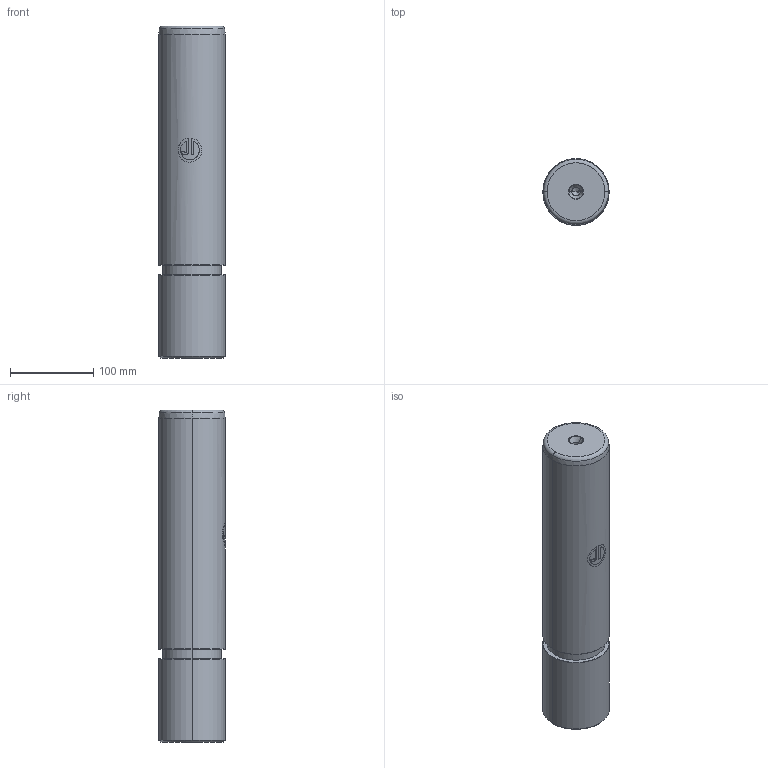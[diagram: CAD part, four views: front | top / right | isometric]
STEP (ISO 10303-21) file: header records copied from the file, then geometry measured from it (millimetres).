
FILE_DESCRIPTION (( 'STEP AP214' ), '1' );
FILE_NAME ('JPOB-D80-L400.STEP', '2021-10-06T09:18:08', ( '' ), ( '' ), 'SwSTEP 2.0', 'SolidWorks 2016', '' );
FILE_SCHEMA (( 'AUTOMOTIVE_DESIGN' ));
Length unit declared in the file: millimetre
Products named in the file (2): JPOB-D80-L400
Bounding box: 80 x 80 x 400 mm (x, y, z)
Volume: 1990372.2 mm3; surface area: 112803.1 mm2
Topology: 1 solids, 1 shells, 50 faces, 112 edges, 66 vertices
Faces by surface type: cylinder 12, cone 10, torus 10, plane 10, bspline 8
Entity records: 3089 total; most frequent: CARTESIAN_POINT 1966, DIRECTION 218, ORIENTED_EDGE 216, EDGE_CURVE 108, AXIS2_PLACEMENT_3D 94, VERTEX_POINT 66, EDGE_LOOP 56, CIRCLE 50
